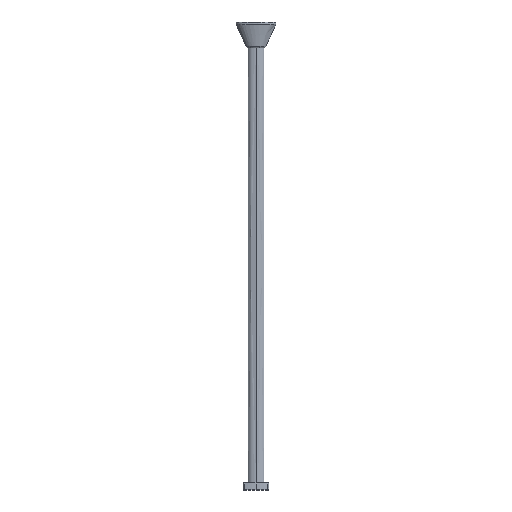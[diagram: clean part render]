
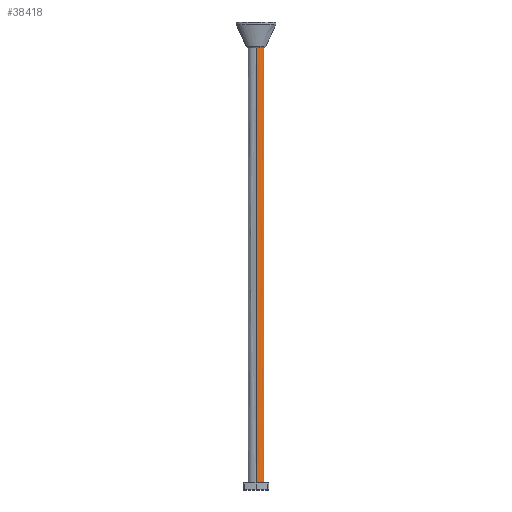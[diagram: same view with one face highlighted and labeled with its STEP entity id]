
A CAD part, left-side view. The second image highlights one B-rep face of the part: STEP entity #38418.
In plain terms, the highlighted face is a extrusion surface.
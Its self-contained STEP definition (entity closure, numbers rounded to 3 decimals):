
#38346=CARTESIAN_POINT('Vertex',(-413.293,-27.05,-247.358)) ;
#38349=CARTESIAN_POINT('Line Origine',(-413.293,-27.05,-997.358)) ;
#38353=CARTESIAN_POINT('Vertex',(-413.293,-27.05,-1747.358)) ;
#38369=CARTESIAN_POINT('Control Point',(-424.893,-0.05,-247.358)) ;
#38370=CARTESIAN_POINT('Control Point',(-424.913,-3.711,-247.358)) ;
#38371=CARTESIAN_POINT('Control Point',(-424.548,-7.373,-247.358)) ;
#38372=CARTESIAN_POINT('Control Point',(-423.799,-10.981,-247.358)) ;
#38373=CARTESIAN_POINT('Control Point',(-421.837,-16.84,-247.358)) ;
#38374=CARTESIAN_POINT('Control Point',(-418.592,-21.979,-247.358)) ;
#38375=CARTESIAN_POINT('Control Point',(-417.047,-23.912,-247.358)) ;
#38376=CARTESIAN_POINT('Control Point',(-415.272,-25.619,-247.358)) ;
#38377=CARTESIAN_POINT('Control Point',(-413.293,-27.05,-247.358)) ;
#38382=CARTESIAN_POINT('Control Point',(-424.893,-0.05,-247.358)) ;
#38383=CARTESIAN_POINT('Control Point',(-424.913,-3.711,-247.358)) ;
#38384=CARTESIAN_POINT('Control Point',(-424.548,-7.373,-247.358)) ;
#38385=CARTESIAN_POINT('Control Point',(-423.799,-10.981,-247.358)) ;
#38386=CARTESIAN_POINT('Control Point',(-421.837,-16.84,-247.358)) ;
#38387=CARTESIAN_POINT('Control Point',(-418.592,-21.979,-247.358)) ;
#38388=CARTESIAN_POINT('Control Point',(-417.047,-23.912,-247.358)) ;
#38389=CARTESIAN_POINT('Control Point',(-415.272,-25.619,-247.358)) ;
#38390=CARTESIAN_POINT('Control Point',(-413.293,-27.05,-247.358)) ;
#38391=CARTESIAN_POINT('Vertex',(-424.893,-0.05,-247.358)) ;
#38394=CARTESIAN_POINT('Line Origine',(-424.893,-0.05,-997.358)) ;
#38398=CARTESIAN_POINT('Vertex',(-424.893,-0.05,-1747.358)) ;
#38402=CARTESIAN_POINT('Control Point',(-424.893,-0.05,-1747.358)) ;
#38403=CARTESIAN_POINT('Control Point',(-424.913,-3.711,-1747.358)) ;
#38404=CARTESIAN_POINT('Control Point',(-424.548,-7.373,-1747.358)) ;
#38405=CARTESIAN_POINT('Control Point',(-423.799,-10.981,-1747.358)) ;
#38406=CARTESIAN_POINT('Control Point',(-421.837,-16.84,-1747.358)) ;
#38407=CARTESIAN_POINT('Control Point',(-418.592,-21.979,-1747.358)) ;
#38408=CARTESIAN_POINT('Control Point',(-417.047,-23.912,-1747.358)) ;
#38409=CARTESIAN_POINT('Control Point',(-415.272,-25.619,-1747.358)) ;
#38410=CARTESIAN_POINT('Control Point',(-413.293,-27.05,-1747.358)) ;
#38350=DIRECTION('Vector Direction',(0.,0.,-1.)) ;
#38378=DIRECTION('Vector Direction',(0.,0.,-1.)) ;
#38395=DIRECTION('Vector Direction',(0.,0.,-1.)) ;
#38351=VECTOR('Line Direction',#38350,1.) ;
#38379=VECTOR('Extrusion Surface Vector',#38378,1.) ;
#38396=VECTOR('Line Direction',#38395,1.) ;
#38413=ORIENTED_EDGE('',*,*,#38355,.F.) ;
#38414=ORIENTED_EDGE('',*,*,#38393,.T.) ;
#38415=ORIENTED_EDGE('',*,*,#38400,.T.) ;
#38416=ORIENTED_EDGE('',*,*,#38411,.F.) ;
#38418=ADVANCED_FACE('Ovaline-1000.1\\Corps ovaline',(#38417),#38380,.F.) ;
#38368=B_SPLINE_CURVE_WITH_KNOTS('',5,(#38369,#38370,#38371,#38372,#38373,#38374,#38375,#38376,#38377),.UNSPECIFIED.,.F.,.U.,(6,3,6),(0.,18.193,30.662),.UNSPECIFIED.) ;
#38381=B_SPLINE_CURVE_WITH_KNOTS('',5,(#38382,#38383,#38384,#38385,#38386,#38387,#38388,#38389,#38390),.UNSPECIFIED.,.F.,.U.,(6,3,6),(137.21,162.838,180.401),.UNSPECIFIED.) ;
#38401=B_SPLINE_CURVE_WITH_KNOTS('',5,(#38402,#38403,#38404,#38405,#38406,#38407,#38408,#38409,#38410),.UNSPECIFIED.,.F.,.U.,(6,3,6),(137.21,162.838,180.401),.UNSPECIFIED.) ;
#38355=EDGE_CURVE('',#38347,#38354,#38352,.T.) ;
#38393=EDGE_CURVE('',#38347,#38392,#38381,.F.) ;
#38400=EDGE_CURVE('',#38392,#38399,#38397,.T.) ;
#38411=EDGE_CURVE('',#38354,#38399,#38401,.F.) ;
#38412=EDGE_LOOP('',(#38413,#38414,#38415,#38416)) ;
#38417=FACE_OUTER_BOUND('',#38412,.T.) ;
#38352=LINE('Line',#38349,#38351) ;
#38397=LINE('Line',#38394,#38396) ;
#38380=SURFACE_OF_LINEAR_EXTRUSION('generated tabulated cylinder',#38368,#38379) ;
#38347=VERTEX_POINT('',#38346) ;
#38354=VERTEX_POINT('',#38353) ;
#38392=VERTEX_POINT('',#38391) ;
#38399=VERTEX_POINT('',#38398) ;
